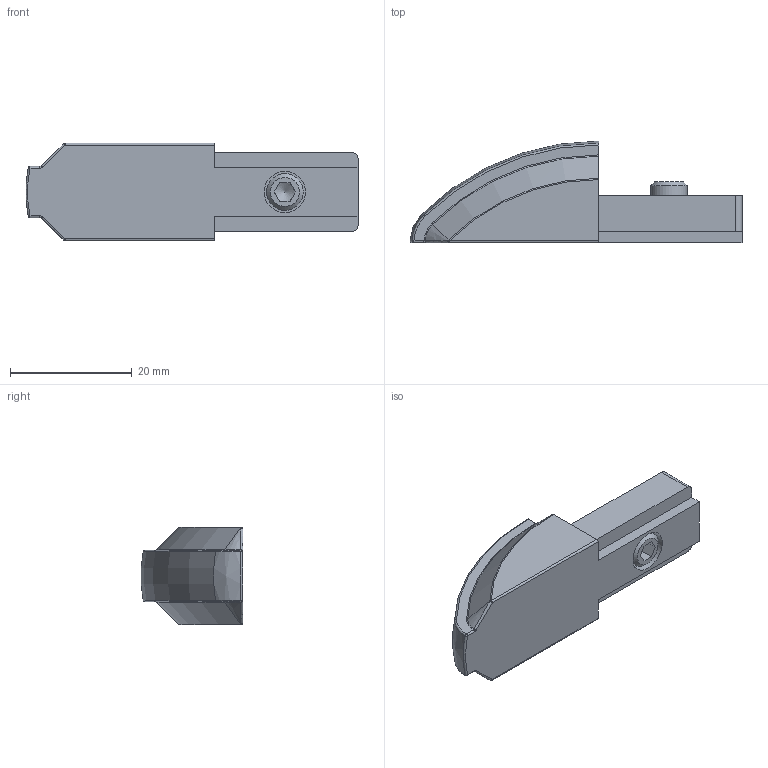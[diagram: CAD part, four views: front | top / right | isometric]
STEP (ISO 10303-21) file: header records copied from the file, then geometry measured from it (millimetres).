
FILE_DESCRIPTION((''),'2;1');
FILE_NAME('224515.ipt.stp','2010-09-05T12:30:43',(''),(''),'Autodesk Inventor 2010','Autodesk Inventor 2010','');
FILE_SCHEMA(('AUTOMOTIVE_DESIGN { 1 0 10303 214 1 1 1 1 }'));
Length unit declared in the file: millimetre
Products named in the file (1): 224515
Bounding box: 54.48 x 16.7 x 16 mm (x, y, z)
Volume: 7181.1 mm3; surface area: 3597 mm2
Topology: 3 solids, 3 shells, 80 faces, 195 edges, 118 vertices
Faces by surface type: plane 37, bspline 14, cone 11, cylinder 7, torus 7, sphere 4
Full cylindrical faces by diameter (mm): 6 x1
Entity records: 2605 total; most frequent: CARTESIAN_POINT 747, ORIENTED_EDGE 358, DIRECTION 349, EDGE_CURVE 179, AXIS2_PLACEMENT_3D 135, VERTEX_POINT 116, EDGE_LOOP 95, STYLED_ITEM 83
